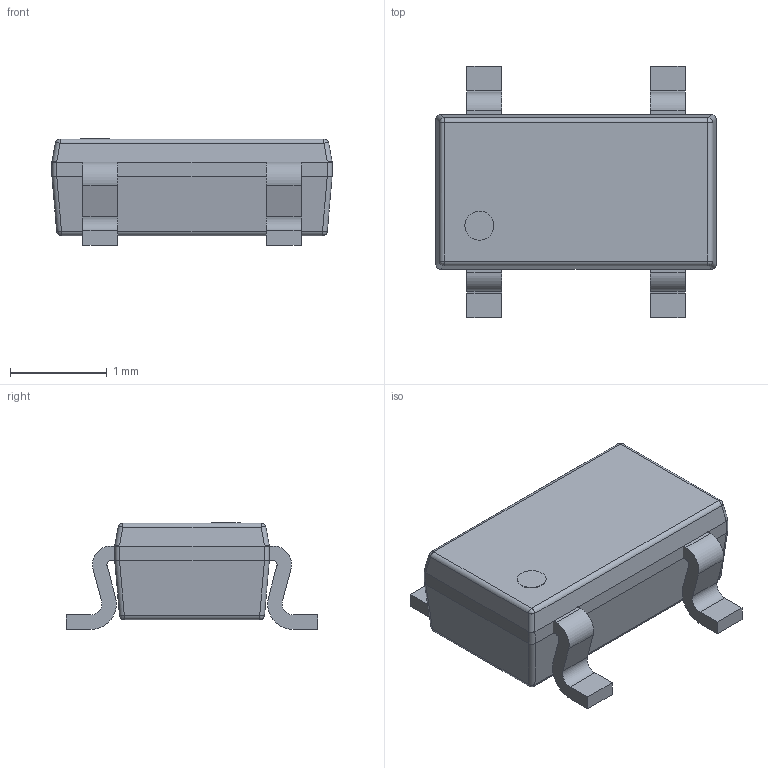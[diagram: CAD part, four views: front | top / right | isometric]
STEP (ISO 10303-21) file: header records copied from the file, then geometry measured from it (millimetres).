
FILE_DESCRIPTION(/* description */ (''),/* implementation_level */ '2;1');
FILE_NAME(/* name */ 'SC-74-4',/* time_stamp */ '2017-04-23T10:47:33+02:00',/* author */ (''),/* organization */ (''),/* preprocessor_version */ 'ST-DEVELOPER v14',/* originating_system */ '',/* authorisation */ '');
FILE_SCHEMA (('AUTOMOTIVE_DESIGN'));
Length unit declared in the file: millimetre
Products named in the file (1): Document
Bounding box: 2.9 x 2.6 x 1.1 mm (x, y, z)
Volume: 0.4 mm3; surface area: 24.2 mm2
Topology: 5 solids, 6 shells, 102 faces, 234 edges, 140 vertices
Faces by surface type: bspline 78, plane 24
Entity records: 2761 total; most frequent: CARTESIAN_POINT 1423, ORIENTED_EDGE 460, EDGE_CURVE 234, VERTEX_POINT 140, ADVANCED_FACE 102, FACE_OUTER_BOUND 102, EDGE_LOOP 102, B_SPLINE_CURVE_WITH_KNOTS 32
